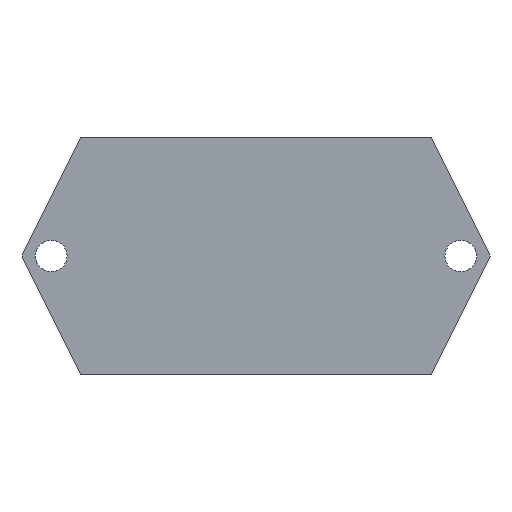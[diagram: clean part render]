
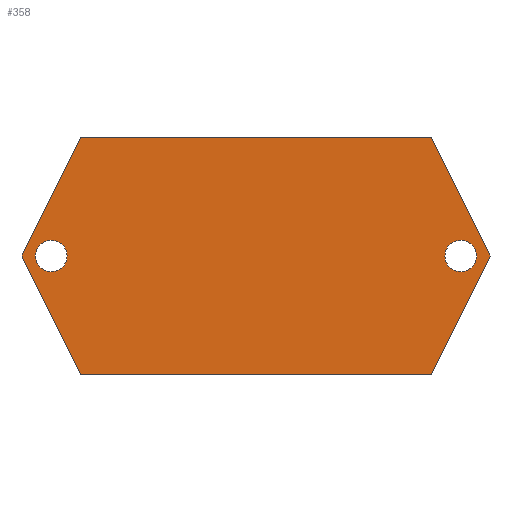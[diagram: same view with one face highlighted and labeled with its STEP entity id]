
A CAD part, front view. The second image highlights one B-rep face of the part: STEP entity #358.
In plain terms, the highlighted planar face has unit normal (0, -1, 0).
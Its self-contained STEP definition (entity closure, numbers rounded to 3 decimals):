
#28=LINE('',#568,#54);
#31=LINE('',#573,#57);
#32=LINE('',#582,#58);
#35=LINE('',#587,#61);
#39=LINE('',#593,#65);
#40=LINE('',#595,#66);
#54=VECTOR('',#468,11.27);
#57=VECTOR('',#473,11.27);
#58=VECTOR('',#484,30.);
#61=VECTOR('',#489,30.);
#65=VECTOR('',#495,11.27);
#66=VECTOR('',#498,11.27);
#83=PLANE('',#398);
#98=FACE_BOUND('',#162,.T.);
#99=FACE_BOUND('',#163,.T.);
#123=FACE_OUTER_BOUND('',#161,.T.);
#161=EDGE_LOOP('',(#320,#321,#322,#323,#324,#325));
#162=EDGE_LOOP('',(#326));
#163=EDGE_LOOP('',(#327));
#176=CIRCLE('',#390,1.35);
#177=CIRCLE('',#392,1.35);
#200=VERTEX_POINT('',#565);
#201=VERTEX_POINT('',#567);
#202=VERTEX_POINT('',#571);
#203=VERTEX_POINT('',#575);
#204=VERTEX_POINT('',#578);
#205=VERTEX_POINT('',#581);
#206=VERTEX_POINT('',#586);
#207=VERTEX_POINT('',#591);
#233=EDGE_CURVE('',#200,#201,#28,.T.);
#236=EDGE_CURVE('',#202,#200,#31,.T.);
#237=EDGE_CURVE('',#203,#203,#176,.T.);
#238=EDGE_CURVE('',#204,#204,#177,.T.);
#239=EDGE_CURVE('',#205,#202,#32,.T.);
#242=EDGE_CURVE('',#201,#206,#35,.T.);
#246=EDGE_CURVE('',#207,#205,#39,.T.);
#247=EDGE_CURVE('',#206,#207,#40,.T.);
#320=ORIENTED_EDGE('',*,*,#233,.F.);
#321=ORIENTED_EDGE('',*,*,#236,.F.);
#322=ORIENTED_EDGE('',*,*,#239,.F.);
#323=ORIENTED_EDGE('',*,*,#246,.F.);
#324=ORIENTED_EDGE('',*,*,#247,.F.);
#325=ORIENTED_EDGE('',*,*,#242,.F.);
#326=ORIENTED_EDGE('',*,*,#237,.T.);
#327=ORIENTED_EDGE('',*,*,#238,.T.);
#358=ADVANCED_FACE('',(#123,#98,#99),#83,.F.);
#390=AXIS2_PLACEMENT_3D('',#576,#476,#477);
#392=AXIS2_PLACEMENT_3D('',#579,#480,#481);
#398=AXIS2_PLACEMENT_3D('',#597,#501,#502);
#468=DIRECTION('',(0.444,0.,0.896));
#473=DIRECTION('',(-0.444,0.,0.896));
#476=DIRECTION('center_axis',(0.,1.,0.));
#477=DIRECTION('ref_axis',(1.,0.,0.));
#480=DIRECTION('center_axis',(0.,1.,0.));
#481=DIRECTION('ref_axis',(1.,0.,0.));
#484=DIRECTION('',(-1.,0.,0.));
#489=DIRECTION('',(1.,0.,0.));
#495=DIRECTION('',(-0.444,0.,-0.896));
#498=DIRECTION('',(0.444,0.,-0.896));
#501=DIRECTION('center_axis',(0.,1.,0.));
#502=DIRECTION('ref_axis',(0.,0.,1.));
#565=CARTESIAN_POINT('',(0.,0.,0.));
#567=CARTESIAN_POINT('',(5.,0.,10.1));
#568=CARTESIAN_POINT('',(0.,0.,0.));
#571=CARTESIAN_POINT('',(5.,0.,-10.1));
#573=CARTESIAN_POINT('',(5.,0.,-10.1));
#575=CARTESIAN_POINT('',(1.15,0.,0.));
#576=CARTESIAN_POINT('Origin',(2.5,0.,0.));
#578=CARTESIAN_POINT('',(36.15,0.,0.));
#579=CARTESIAN_POINT('Origin',(37.5,0.,0.));
#581=CARTESIAN_POINT('',(35.,0.,-10.1));
#582=CARTESIAN_POINT('',(35.,0.,-10.1));
#586=CARTESIAN_POINT('',(35.,0.,10.1));
#587=CARTESIAN_POINT('',(5.,0.,10.1));
#591=CARTESIAN_POINT('',(40.,0.,0.));
#593=CARTESIAN_POINT('',(40.,0.,0.));
#595=CARTESIAN_POINT('',(35.,0.,10.1));
#597=CARTESIAN_POINT('Origin',(3.682,0.,0.));
